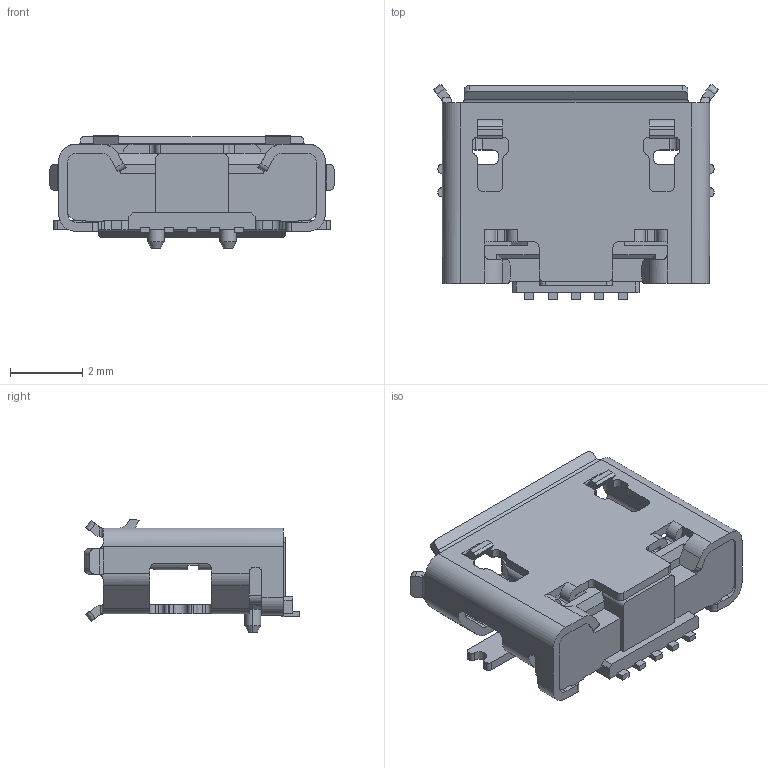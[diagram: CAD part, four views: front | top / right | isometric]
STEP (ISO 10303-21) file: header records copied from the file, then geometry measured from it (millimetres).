
FILE_DESCRIPTION(('CoCreate Modeling STEP Export'),'2;1');
FILE_NAME('0.stp','2015-01-17T17:12:38',(''),(''),'CoCreate Modeling STEP processor for AP214 (Solid Model)','CoCreate Modeling 16.00 13-May-2008 (C) Parametric Technology GmbH','');
FILE_SCHEMA(('AUTOMOTIVE_DESIGN { 1 0 10303 214 1 1 1 1 }'));
Length unit declared in the file: millimetre
Products named in the file (7): 0; 2p; 22; 00; 44; 1; 四脚平贴2.0柱子
Assembly tree (6 placements, depth 5):
  四脚平贴2.0柱子
    1
      44
        00
          22
    2p
      0
Bounding box: 7.88 x 5.97 x 3.15 mm (x, y, z)
Volume: 41.3 mm3; surface area: 253.2 mm2
Topology: 1 solids, 1 shells, 602 faces, 1705 edges, 1092 vertices
Faces by surface type: plane 394, cylinder 188, cone 18, torus 2
Entity records: 19996 total; most frequent: CARTESIAN_POINT 3713, ORIENTED_EDGE 3438, DIRECTION 3093, EDGE_CURVE 1705, VECTOR 1213, LINE 1213, VERTEX_POINT 1092, AXIS2_PLACEMENT_3D 940
